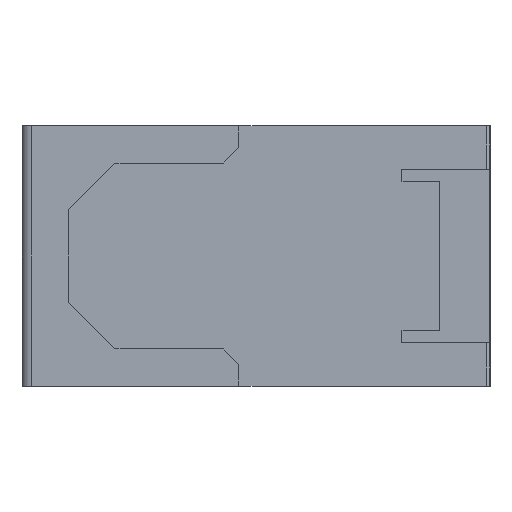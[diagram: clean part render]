
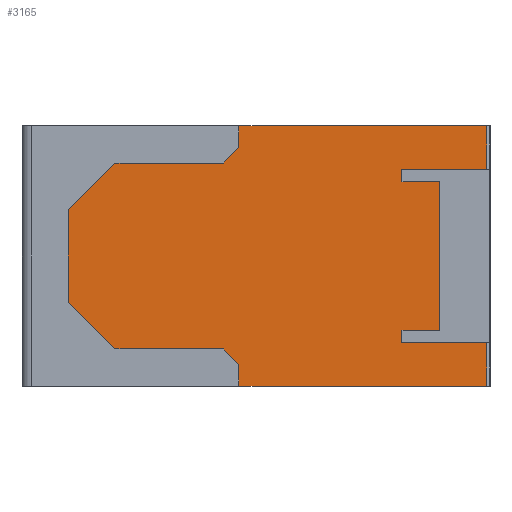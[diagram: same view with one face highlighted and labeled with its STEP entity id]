
A CAD part, left-side view. The second image highlights one B-rep face of the part: STEP entity #3165.
In plain terms, the highlighted planar face has unit normal (-1, 0, 0).
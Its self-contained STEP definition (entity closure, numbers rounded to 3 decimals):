
#314=DIRECTION('',(0.,-1.,0.));
#315=VECTOR('',#314,40.);
#316=CARTESIAN_POINT('',(-70.,37.,21.));
#317=LINE('',#316,#315);
#449=DIRECTION('',(0.,1.,0.));
#450=VECTOR('',#449,40.);
#451=CARTESIAN_POINT('',(-70.,-3.,-21.));
#452=LINE('',#451,#450);
#881=DIRECTION('',(0.,0.,-1.));
#882=VECTOR('',#881,3.5);
#883=CARTESIAN_POINT('',(-70.,37.,-17.5));
#884=LINE('',#883,#882);
#888=DIRECTION('',(0.,-0.707,-0.707));
#889=VECTOR('',#888,3.536);
#890=CARTESIAN_POINT('',(-70.,39.5,-15.));
#891=LINE('',#890,#889);
#895=DIRECTION('',(0.,-1.,0.));
#896=VECTOR('',#895,17.5);
#897=CARTESIAN_POINT('',(-70.,57.,-15.));
#898=LINE('',#897,#896);
#902=DIRECTION('',(0.,-0.707,-0.707));
#903=VECTOR('',#902,10.607);
#904=CARTESIAN_POINT('',(-70.,64.5,-7.5));
#905=LINE('',#904,#903);
#909=DIRECTION('',(0.,0.,-1.));
#910=VECTOR('',#909,15.);
#911=CARTESIAN_POINT('',(-70.,64.5,7.5));
#912=LINE('',#911,#910);
#916=DIRECTION('',(0.,0.707,-0.707));
#917=VECTOR('',#916,10.607);
#918=CARTESIAN_POINT('',(-70.,57.,15.));
#919=LINE('',#918,#917);
#923=DIRECTION('',(0.,1.,0.));
#924=VECTOR('',#923,17.5);
#925=CARTESIAN_POINT('',(-70.,39.5,15.));
#926=LINE('',#925,#924);
#930=DIRECTION('',(0.,0.707,-0.707));
#931=VECTOR('',#930,3.536);
#932=CARTESIAN_POINT('',(-70.,37.,17.5));
#933=LINE('',#932,#931);
#937=DIRECTION('',(0.,0.,-1.));
#938=VECTOR('',#937,3.5);
#939=CARTESIAN_POINT('',(-70.,37.,21.));
#940=LINE('',#939,#938);
#944=DIRECTION('',(0.,-1.,0.));
#945=VECTOR('',#944,13.7);
#946=CARTESIAN_POINT('',(-70.,10.7,14.));
#947=LINE('',#946,#945);
#951=DIRECTION('',(0.,0.,1.));
#952=VECTOR('',#951,2.);
#953=CARTESIAN_POINT('',(-70.,10.7,12.));
#954=LINE('',#953,#952);
#958=DIRECTION('',(0.,1.,0.));
#959=VECTOR('',#958,6.1);
#960=CARTESIAN_POINT('',(-70.,4.6,12.));
#961=LINE('',#960,#959);
#965=DIRECTION('',(0.,0.,1.));
#966=VECTOR('',#965,24.);
#967=CARTESIAN_POINT('',(-70.,4.6,-12.));
#968=LINE('',#967,#966);
#972=DIRECTION('',(0.,-1.,0.));
#973=VECTOR('',#972,6.1);
#974=CARTESIAN_POINT('',(-70.,10.7,-12.));
#975=LINE('',#974,#973);
#979=DIRECTION('',(0.,0.,1.));
#980=VECTOR('',#979,2.);
#981=CARTESIAN_POINT('',(-70.,10.7,-14.));
#982=LINE('',#981,#980);
#986=DIRECTION('',(0.,1.,0.));
#987=VECTOR('',#986,13.7);
#988=CARTESIAN_POINT('',(-70.,-3.,-14.));
#989=LINE('',#988,#987);
#1077=DIRECTION('',(0.,0.,-1.));
#1078=VECTOR('',#1077,7.);
#1079=CARTESIAN_POINT('',(-70.,-3.,21.));
#1080=LINE('',#1079,#1078);
#1151=DIRECTION('',(0.,0.,-1.));
#1152=VECTOR('',#1151,7.);
#1153=CARTESIAN_POINT('',(-70.,-3.,-14.));
#1154=LINE('',#1153,#1152);
#2309=CARTESIAN_POINT('',(-70.,37.,-21.));
#2310=VERTEX_POINT('',#2309);
#2311=CARTESIAN_POINT('',(-70.,-3.,-21.));
#2312=VERTEX_POINT('',#2311);
#2377=CARTESIAN_POINT('',(-70.,39.5,-15.));
#2378=CARTESIAN_POINT('',(-70.,37.,-17.5));
#2379=VERTEX_POINT('',#2377);
#2380=VERTEX_POINT('',#2378);
#2429=CARTESIAN_POINT('',(-70.,-3.,21.));
#2430=VERTEX_POINT('',#2429);
#2431=CARTESIAN_POINT('',(-70.,37.,21.));
#2432=VERTEX_POINT('',#2431);
#2471=CARTESIAN_POINT('',(-70.,-3.,-14.));
#2472=VERTEX_POINT('',#2471);
#2473=CARTESIAN_POINT('',(-70.,57.,-15.));
#2474=VERTEX_POINT('',#2473);
#2475=CARTESIAN_POINT('',(-70.,64.5,-7.5));
#2476=VERTEX_POINT('',#2475);
#2477=CARTESIAN_POINT('',(-70.,64.5,7.5));
#2478=VERTEX_POINT('',#2477);
#2479=CARTESIAN_POINT('',(-70.,57.,15.));
#2480=VERTEX_POINT('',#2479);
#2481=CARTESIAN_POINT('',(-70.,39.5,15.));
#2482=VERTEX_POINT('',#2481);
#2483=CARTESIAN_POINT('',(-70.,37.,17.5));
#2484=VERTEX_POINT('',#2483);
#2485=CARTESIAN_POINT('',(-70.,-3.,14.));
#2486=VERTEX_POINT('',#2485);
#2487=CARTESIAN_POINT('',(-70.,10.7,14.));
#2488=VERTEX_POINT('',#2487);
#2489=CARTESIAN_POINT('',(-70.,10.7,12.));
#2490=VERTEX_POINT('',#2489);
#2491=CARTESIAN_POINT('',(-70.,4.6,12.));
#2492=VERTEX_POINT('',#2491);
#2493=CARTESIAN_POINT('',(-70.,4.6,-12.));
#2494=VERTEX_POINT('',#2493);
#2495=CARTESIAN_POINT('',(-70.,10.7,-12.));
#2496=VERTEX_POINT('',#2495);
#2497=CARTESIAN_POINT('',(-70.,10.7,-14.));
#2498=VERTEX_POINT('',#2497);
#3121=CARTESIAN_POINT('',(-70.,63.5,0.));
#3122=DIRECTION('',(1.,0.,0.));
#3123=DIRECTION('',(0.,-1.,0.));
#3124=AXIS2_PLACEMENT_3D('',#3121,#3122,#3123);
#3125=PLANE('',#3124);
#3126=ORIENTED_EDGE('',*,*,#2727,.T.);
#3128=ORIENTED_EDGE('',*,*,#3127,.F.);
#3130=ORIENTED_EDGE('',*,*,#3129,.F.);
#3132=ORIENTED_EDGE('',*,*,#3131,.F.);
#3134=ORIENTED_EDGE('',*,*,#3133,.F.);
#3136=ORIENTED_EDGE('',*,*,#3135,.F.);
#3138=ORIENTED_EDGE('',*,*,#3137,.F.);
#3140=ORIENTED_EDGE('',*,*,#3139,.F.);
#3142=ORIENTED_EDGE('',*,*,#3141,.F.);
#3143=ORIENTED_EDGE('',*,*,#3106,.F.);
#3144=ORIENTED_EDGE('',*,*,#2628,.T.);
#3146=ORIENTED_EDGE('',*,*,#3145,.T.);
#3148=ORIENTED_EDGE('',*,*,#3147,.F.);
#3150=ORIENTED_EDGE('',*,*,#3149,.F.);
#3152=ORIENTED_EDGE('',*,*,#3151,.F.);
#3154=ORIENTED_EDGE('',*,*,#3153,.F.);
#3156=ORIENTED_EDGE('',*,*,#3155,.F.);
#3158=ORIENTED_EDGE('',*,*,#3157,.F.);
#3160=ORIENTED_EDGE('',*,*,#3159,.F.);
#3162=ORIENTED_EDGE('',*,*,#3161,.T.);
#3163=EDGE_LOOP('',(#3126,#3128,#3130,#3132,#3134,#3136,#3138,#3140,#3142,#3143,
#3144,#3146,#3148,#3150,#3152,#3154,#3156,#3158,#3160,#3162));
#3164=FACE_OUTER_BOUND('',#3163,.F.);
#2628=EDGE_CURVE('',#2432,#2430,#317,.T.);
#2727=EDGE_CURVE('',#2312,#2310,#452,.T.);
#3106=EDGE_CURVE('',#2432,#2484,#940,.T.);
#3127=EDGE_CURVE('',#2380,#2310,#884,.T.);
#3129=EDGE_CURVE('',#2379,#2380,#891,.T.);
#3131=EDGE_CURVE('',#2474,#2379,#898,.T.);
#3133=EDGE_CURVE('',#2476,#2474,#905,.T.);
#3135=EDGE_CURVE('',#2478,#2476,#912,.T.);
#3137=EDGE_CURVE('',#2480,#2478,#919,.T.);
#3139=EDGE_CURVE('',#2482,#2480,#926,.T.);
#3141=EDGE_CURVE('',#2484,#2482,#933,.T.);
#3145=EDGE_CURVE('',#2430,#2486,#1080,.T.);
#3147=EDGE_CURVE('',#2488,#2486,#947,.T.);
#3149=EDGE_CURVE('',#2490,#2488,#954,.T.);
#3151=EDGE_CURVE('',#2492,#2490,#961,.T.);
#3153=EDGE_CURVE('',#2494,#2492,#968,.T.);
#3155=EDGE_CURVE('',#2496,#2494,#975,.T.);
#3157=EDGE_CURVE('',#2498,#2496,#982,.T.);
#3159=EDGE_CURVE('',#2472,#2498,#989,.T.);
#3161=EDGE_CURVE('',#2472,#2312,#1154,.T.);
#3165=ADVANCED_FACE('',(#3164),#3125,.F.);
